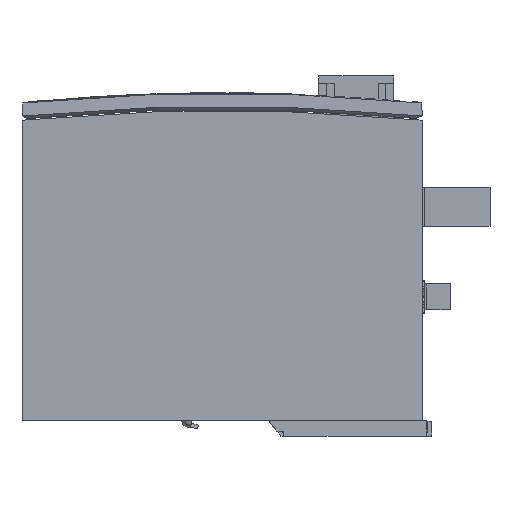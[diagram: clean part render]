
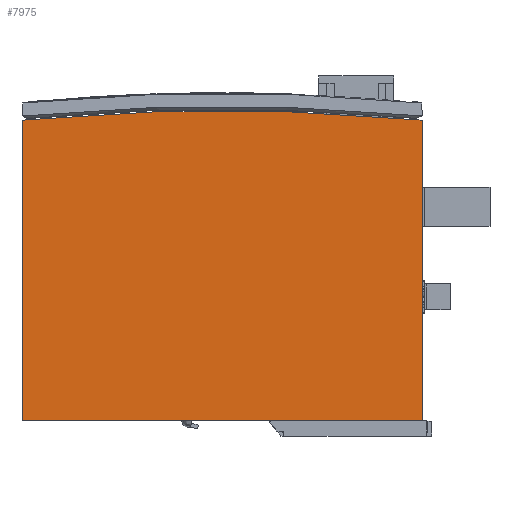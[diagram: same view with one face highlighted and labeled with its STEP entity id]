
A CAD part, left-side view. The second image highlights one B-rep face of the part: STEP entity #7975.
In plain terms, the highlighted planar face has unit normal (-1, 0, 0).
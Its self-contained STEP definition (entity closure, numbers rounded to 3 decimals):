
#509=B_SPLINE_CURVE_WITH_KNOTS('',3,(#37645,#37646,#37647,#37648,#37649,
#37650,#37651),.UNSPECIFIED.,.F.,.F.,(4,3,4),(0.,0.5,1.),
 .UNSPECIFIED.);
#511=B_SPLINE_CURVE_WITH_KNOTS('',3,(#37753,#37754,#37755,#37756,#37757,
#37758,#37759),.UNSPECIFIED.,.F.,.F.,(4,3,4),(0.,0.5,1.),
 .UNSPECIFIED.);
#7417=CIRCLE('',#29098,800.);
#7975=ADVANCED_FACE('',(#10022),#9186,.T.);
#9186=PLANE('',#29101);
#10022=FACE_OUTER_BOUND('',#11239,.T.);
#11239=EDGE_LOOP('',(#13240,#13241,#13242,#13243,#13244,#13245));
#13240=ORIENTED_EDGE('',*,*,#21484,.F.);
#13241=ORIENTED_EDGE('',*,*,#21558,.T.);
#13242=ORIENTED_EDGE('',*,*,#21561,.T.);
#13243=ORIENTED_EDGE('',*,*,#21563,.F.);
#13244=ORIENTED_EDGE('',*,*,#21554,.T.);
#13245=ORIENTED_EDGE('',*,*,#21548,.T.);
#19208=VERTEX_POINT('',#37417);
#19209=VERTEX_POINT('',#37418);
#19258=VERTEX_POINT('',#37615);
#19260=VERTEX_POINT('',#37627);
#19263=VERTEX_POINT('',#37644);
#19265=VERTEX_POINT('',#37749);
#21484=EDGE_CURVE('',#19208,#19209,#24710,.T.);
#21548=EDGE_CURVE('',#19258,#19209,#24754,.T.);
#21554=EDGE_CURVE('',#19260,#19258,#24758,.T.);
#21558=EDGE_CURVE('',#19208,#19263,#509,.T.);
#21561=EDGE_CURVE('',#19263,#19265,#7417,.T.);
#21563=EDGE_CURVE('',#19260,#19265,#511,.T.);
#24710=LINE('',#37416,#26912);
#24754=LINE('',#37614,#26956);
#24758=LINE('',#37637,#26960);
#26912=VECTOR('',#31409,1.);
#26956=VECTOR('',#31501,1.);
#26960=VECTOR('',#31507,1.);
#29098=AXIS2_PLACEMENT_3D('',#37750,#31516,#31517);
#29101=AXIS2_PLACEMENT_3D('',#37760,#31522,#31523);
#31409=DIRECTION('',(0.,0.,-1.));
#31501=DIRECTION('',(0.,-1.,0.));
#31507=DIRECTION('',(0.,0.,-1.));
#31516=DIRECTION('',(-1.,0.,0.));
#31517=DIRECTION('',(0.,0.,1.));
#31522=DIRECTION('',(-1.,0.,0.));
#31523=DIRECTION('',(0.,0.,-1.));
#37416=CARTESIAN_POINT('',(0.,0.,3.));
#37417=CARTESIAN_POINT('',(0.,0.,117.086));
#37418=CARTESIAN_POINT('',(0.,0.,0.));
#37614=CARTESIAN_POINT('',(0.,0.,0.));
#37615=CARTESIAN_POINT('',(0.,156.2,0.));
#37627=CARTESIAN_POINT('',(0.,156.2,117.086));
#37637=CARTESIAN_POINT('',(0.,156.2,3.));
#37644=CARTESIAN_POINT('',(0.,3.,117.289));
#37645=CARTESIAN_POINT('',(0.,0.,117.086));
#37646=CARTESIAN_POINT('',(0.,0.501,117.103));
#37647=CARTESIAN_POINT('',(0.,1.001,117.127));
#37648=CARTESIAN_POINT('',(0.,1.501,117.161));
#37649=CARTESIAN_POINT('',(0.,2.001,117.195));
#37650=CARTESIAN_POINT('',(0.,2.501,117.241));
#37651=CARTESIAN_POINT('',(0.,3.,117.289));
#37749=CARTESIAN_POINT('',(0.,153.2,117.289));
#37750=CARTESIAN_POINT('',(0.,78.1,-679.179));
#37753=CARTESIAN_POINT('',(0.,156.2,117.086));
#37754=CARTESIAN_POINT('',(0.,155.699,117.103));
#37755=CARTESIAN_POINT('',(0.,155.199,117.127));
#37756=CARTESIAN_POINT('',(0.,154.699,117.161));
#37757=CARTESIAN_POINT('',(0.,154.199,117.195));
#37758=CARTESIAN_POINT('',(0.,153.699,117.241));
#37759=CARTESIAN_POINT('',(0.,153.2,117.289));
#37760=CARTESIAN_POINT('',(0.,0.,3.));
